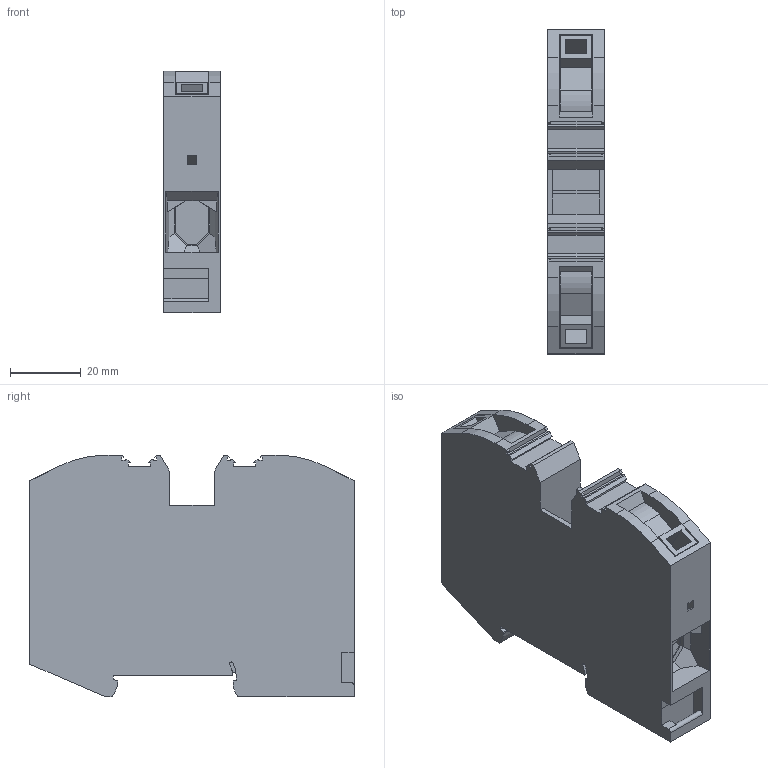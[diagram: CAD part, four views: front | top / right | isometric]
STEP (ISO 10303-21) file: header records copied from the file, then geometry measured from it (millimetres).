
FILE_DESCRIPTION(('Creo Elements/Direct Modeling STEP Export'),'2;1');
FILE_NAME('model.stp','2021-03-22T 8:42:34',(''),(''),'Creo Elements/Direct Modeling STEP processor for AP214 (Solid Model)','Creo Elements/Direct Modeling 20.1D 10-Oct-2020 (C) Parametric Technology GmbH','');
FILE_SCHEMA(('AUTOMOTIVE_DESIGN { 1 0 10303 214 1 1 1 1 }'));
Length unit declared in the file: millimetre
Products named in the file (2): PTPOWER_35-select
Assembly tree (1 placements, depth 2):
  PTPOWER_35-select
    PTPOWER_35-select
Bounding box: 16 x 91.6 x 68.25 mm (x, y, z)
Volume: 75080.6 mm3; surface area: 23515.1 mm2
Topology: 1 solids, 1 shells, 218 faces, 616 edges, 406 vertices
Faces by surface type: plane 198, cylinder 20
Entity records: 8482 total; most frequent: ORIENTED_EDGE 1232, CARTESIAN_POINT 1188, DIRECTION 1023, EDGE_CURVE 616, VECTOR 541, LINE 541, VERTEX_POINT 406, AXIS2_PLACEMENT_3D 241
